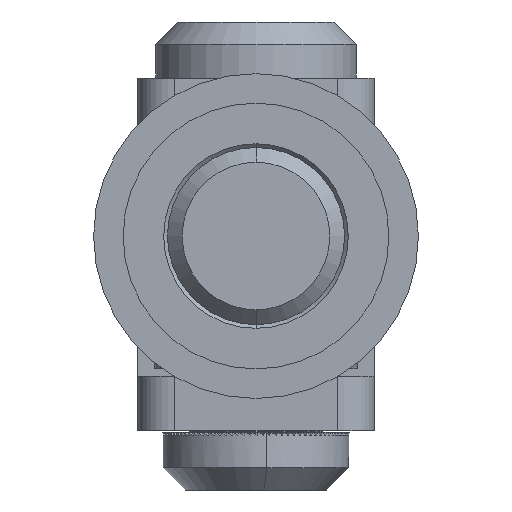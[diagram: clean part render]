
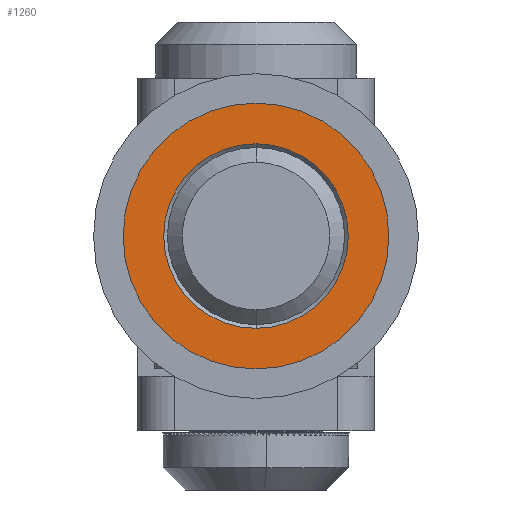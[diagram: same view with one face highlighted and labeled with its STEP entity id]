
A CAD part, front view. The second image highlights one B-rep face of the part: STEP entity #1260.
In plain terms, the highlighted planar face has unit normal (0, -1, 0).
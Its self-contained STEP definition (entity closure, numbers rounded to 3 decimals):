
#284 = CARTESIAN_POINT ( 'NONE',  ( 0., -16., -6.25 ) ) ;
#590 = EDGE_CURVE ( 'NONE', #12641, #5529, #13628, .T. ) ;
#906 = DIRECTION ( 'NONE',  ( 0., 1., 0. ) ) ;
#991 = CARTESIAN_POINT ( 'NONE',  ( 0., -16., 0. ) ) ;
#1260 = ADVANCED_FACE ( 'NONE', ( #5104, #13858 ), #2602, .F. ) ;
#1482 = DIRECTION ( 'NONE',  ( 0., 0., 1. ) ) ;
#1864 = CIRCLE ( 'NONE', #10858, 6.25 ) ;
#2201 = CARTESIAN_POINT ( 'NONE',  ( 0., -16., 0. ) ) ;
#2280 = DIRECTION ( 'NONE',  ( 0., 1., 0. ) ) ;
#2602 = PLANE ( 'NONE',  #14356 ) ;
#2765 = CARTESIAN_POINT ( 'NONE',  ( 9., -16., 0. ) ) ;
#3031 = CIRCLE ( 'NONE', #7646, 9. ) ;
#3616 = ORIENTED_EDGE ( 'NONE', *, *, #11069, .T. ) ;
#3667 = EDGE_LOOP ( 'NONE', ( #15920, #5708 ) ) ;
#4607 = CARTESIAN_POINT ( 'NONE',  ( 0., -16., 0. ) ) ;
#5017 = AXIS2_PLACEMENT_3D ( 'NONE', #8198, #15359, #12947 ) ;
#5104 = FACE_BOUND ( 'NONE', #14664, .T. ) ;
#5529 = VERTEX_POINT ( 'NONE', #9298 ) ;
#5708 = ORIENTED_EDGE ( 'NONE', *, *, #7055, .F. ) ;
#5745 = DIRECTION ( 'NONE',  ( 0., 1., 0. ) ) ;
#5902 = DIRECTION ( 'NONE',  ( 0., 0., 1. ) ) ;
#7055 = EDGE_CURVE ( 'NONE', #13675, #15616, #3031, .T. ) ;
#7550 = EDGE_CURVE ( 'NONE', #15616, #13675, #12723, .T. ) ;
#7646 = AXIS2_PLACEMENT_3D ( 'NONE', #2201, #5745, #5902 ) ;
#7678 = DIRECTION ( 'NONE',  ( 0., 1., 0. ) ) ;
#8198 = CARTESIAN_POINT ( 'NONE',  ( 0., -16., 0. ) ) ;
#8304 = DIRECTION ( 'NONE',  ( 0., 0., 1. ) ) ;
#8308 = DIRECTION ( 'NONE',  ( 0., 0., 1. ) ) ;
#8462 = ORIENTED_EDGE ( 'NONE', *, *, #590, .T. ) ;
#9298 = CARTESIAN_POINT ( 'NONE',  ( 0., -16., 6.25 ) ) ;
#10858 = AXIS2_PLACEMENT_3D ( 'NONE', #991, #906, #8304 ) ;
#11069 = EDGE_CURVE ( 'NONE', #5529, #12641, #1864, .T. ) ;
#12641 = VERTEX_POINT ( 'NONE', #284 ) ;
#12723 = CIRCLE ( 'NONE', #5017, 9. ) ;
#12901 = CARTESIAN_POINT ( 'NONE',  ( 0., -16., -9. ) ) ;
#12947 = DIRECTION ( 'NONE',  ( 0., 0., 1. ) ) ;
#13628 = CIRCLE ( 'NONE', #15698, 6.25 ) ;
#13675 = VERTEX_POINT ( 'NONE', #12901 ) ;
#13858 = FACE_OUTER_BOUND ( 'NONE', #3667, .T. ) ;
#14242 = CARTESIAN_POINT ( 'NONE',  ( 0., -16., 9. ) ) ;
#14356 = AXIS2_PLACEMENT_3D ( 'NONE', #2765, #7678, #1482 ) ;
#14664 = EDGE_LOOP ( 'NONE', ( #8462, #3616 ) ) ;
#15359 = DIRECTION ( 'NONE',  ( 0., 1., 0. ) ) ;
#15616 = VERTEX_POINT ( 'NONE', #14242 ) ;
#15698 = AXIS2_PLACEMENT_3D ( 'NONE', #4607, #2280, #8308 ) ;
#15920 = ORIENTED_EDGE ( 'NONE', *, *, #7550, .F. ) ;
